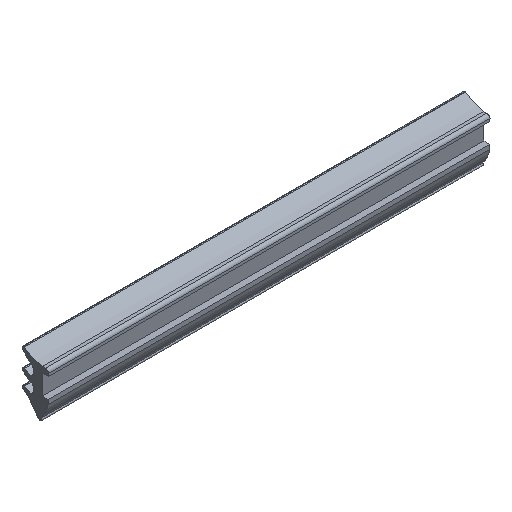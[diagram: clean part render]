
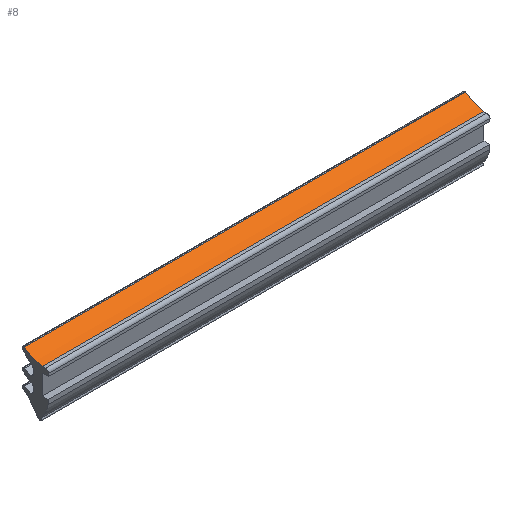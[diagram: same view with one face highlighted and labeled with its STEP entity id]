
A CAD part, isometric view. The second image highlights one B-rep face of the part: STEP entity #8.
In plain terms, the highlighted cylindrical face has radius 9.742 mm (diameter 19.483 mm), a partial arc.
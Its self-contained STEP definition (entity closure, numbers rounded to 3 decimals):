
#8 = ADVANCED_FACE ( 'NONE', ( #387 ), #381, .F. ) ;
#107 = AXIS2_PLACEMENT_3D ( 'NONE', #892, #835, #790 ) ;
#111 = AXIS2_PLACEMENT_3D ( 'NONE', #844, #781, #836 ) ;
#116 = CARTESIAN_POINT ( 'NONE',  ( -50., 3.598, 11.992 ) ) ;
#117 = CARTESIAN_POINT ( 'NONE',  ( -50., -0.475, 10.232 ) ) ;
#138 = CARTESIAN_POINT ( 'NONE',  ( 50., -2.202, 19.819 ) ) ;
#181 = CARTESIAN_POINT ( 'NONE',  ( 50., 3.598, 11.992 ) ) ;
#188 = DIRECTION ( 'NONE',  ( 0., 0., 1. ) ) ;
#199 = DIRECTION ( 'NONE',  ( -1., 0., 0. ) ) ;
#204 = CARTESIAN_POINT ( 'NONE',  ( 50., -0.475, 10.232 ) ) ;
#354 = VECTOR ( 'NONE', #908, 1000. ) ;
#357 = LINE ( 'NONE', #914, #354 ) ;
#381 = CYLINDRICAL_SURFACE ( 'NONE', #529, 9.742 ) ;
#387 = FACE_OUTER_BOUND ( 'NONE', #980, .T. ) ;
#406 = VERTEX_POINT ( 'NONE', #181 ) ;
#410 = VERTEX_POINT ( 'NONE', #116 ) ;
#417 = VERTEX_POINT ( 'NONE', #117 ) ;
#450 = VERTEX_POINT ( 'NONE', #204 ) ;
#515 = EDGE_CURVE ( 'NONE', #406, #410, #357, .T. ) ;
#529 = AXIS2_PLACEMENT_3D ( 'NONE', #138, #199, #188 ) ;
#539 = EDGE_CURVE ( 'NONE', #410, #417, #705, .T. ) ;
#543 = EDGE_CURVE ( 'NONE', #450, #417, #701, .T. ) ;
#545 = EDGE_CURVE ( 'NONE', #406, #450, #695, .T. ) ;
#695 = CIRCLE ( 'NONE', #107, 9.742 ) ;
#696 = VECTOR ( 'NONE', #895, 1000. ) ;
#701 = LINE ( 'NONE', #851, #696 ) ;
#705 = CIRCLE ( 'NONE', #111, 9.742 ) ;
#781 = DIRECTION ( 'NONE',  ( -1., 0., 0. ) ) ;
#790 = DIRECTION ( 'NONE',  ( 0., 0., -1. ) ) ;
#835 = DIRECTION ( 'NONE',  ( -1., 0., 0. ) ) ;
#836 = DIRECTION ( 'NONE',  ( 0., 0., -1. ) ) ;
#844 = CARTESIAN_POINT ( 'NONE',  ( -50., -2.202, 19.819 ) ) ;
#851 = CARTESIAN_POINT ( 'NONE',  ( 50., -0.475, 10.232 ) ) ;
#892 = CARTESIAN_POINT ( 'NONE',  ( 50., -2.202, 19.819 ) ) ;
#895 = DIRECTION ( 'NONE',  ( -1., 0., 0. ) ) ;
#908 = DIRECTION ( 'NONE',  ( -1., 0., 0. ) ) ;
#914 = CARTESIAN_POINT ( 'NONE',  ( 50., 3.598, 11.992 ) ) ;
#925 = ORIENTED_EDGE ( 'NONE', *, *, #543, .F. ) ;
#940 = ORIENTED_EDGE ( 'NONE', *, *, #515, .T. ) ;
#941 = ORIENTED_EDGE ( 'NONE', *, *, #539, .T. ) ;
#951 = ORIENTED_EDGE ( 'NONE', *, *, #545, .F. ) ;
#980 = EDGE_LOOP ( 'NONE', ( #941, #925, #951, #940 ) ) ;
